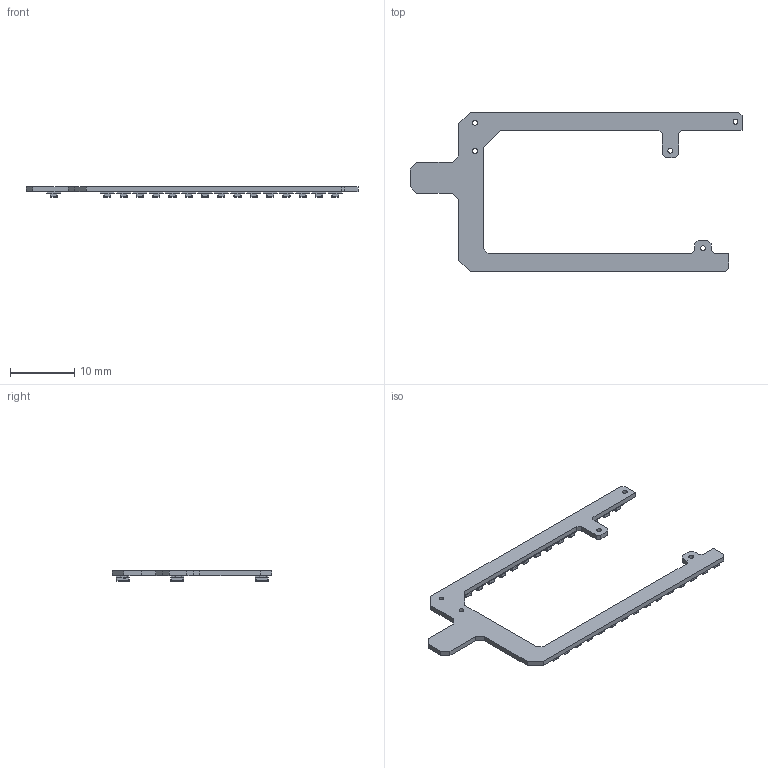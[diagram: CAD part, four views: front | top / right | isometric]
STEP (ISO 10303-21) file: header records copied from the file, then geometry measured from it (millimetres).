
FILE_DESCRIPTION(('KiCad electronic assembly'),'2;1');
FILE_NAME('JumperlessLEDboard.step','2023-06-16T19:57:56',('Pcbnew'),( 'Kicad'),'Open CASCADE STEP processor 7.6','KiCad to STEP converter' ,'Unknown');
FILE_SCHEMA(('AUTOMOTIVE_DESIGN { 1 0 10303 214 1 1 1 1 }'));
Length unit declared in the file: millimetre
Products named in the file (4): JumperlessLEDboard 1; WS2812C-2020_Color; COMPOUND; _autosave-JumperlessLEDboard PCB
Assembly tree (33 placements, depth 3):
  JumperlessLEDboard 1
    WS2812C-2020_Color  x31
      COMPOUND
    _autosave-JumperlessLEDboard PCB
Bounding box: 51.82 x 24.83 x 1.67 mm (x, y, z)
Volume: 360.3 mm3; surface area: 1507.4 mm2
Topology: 63 solids, 63 shells, 3147 faces, 7761 edges, 4864 vertices
Faces by surface type: plane 1995, cylinder 625, bspline 279, sphere 248
Full cylindrical faces by diameter (mm): 0.762 x5
Entity records: 10957 total; most frequent: CARTESIAN_POINT 3101, DIRECTION 1423, LINE 959, VECTOR 959, ORIENTED_EDGE 762, PCURVE 762, DEFINITIONAL_REPRESENTATION 762, EDGE_CURVE 381
